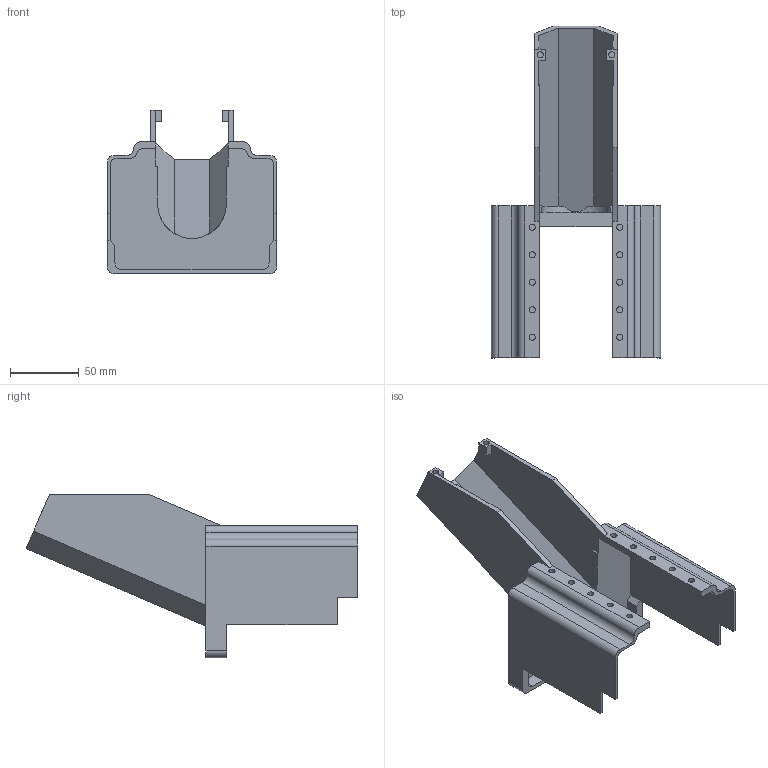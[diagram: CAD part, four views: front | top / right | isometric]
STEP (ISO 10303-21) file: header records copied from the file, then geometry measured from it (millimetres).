
FILE_DESCRIPTION(/* description */ (''),/* implementation_level */ '2;1');
FILE_NAME(/* name */ 'Cover^2.stp',/* time_stamp */ '2025-02-28T09:56:15-05:00',/* author */ ('mayhe'),/* organization */ (''),/* preprocessor_version */ 'ST-DEVELOPER v20',/* originating_system */ 'Autodesk Inventor 2025',/* authorisation */ '');
FILE_SCHEMA (('AUTOMOTIVE_DESIGN { 1 0 10303 214 3 1 1 }'));
Length unit declared in the file: millimetre
Products named in the file (1): Cover^2
Bounding box: 123 x 241.32 x 118.96 mm (x, y, z)
Volume: 179284.5 mm3; surface area: 108011.1 mm2
Topology: 1 solids, 1 shells, 103 faces, 263 edges, 174 vertices
Faces by surface type: plane 74, cylinder 29
Full cylindrical faces by diameter (mm): 4.5 x12
Entity records: 3148 total; most frequent: CARTESIAN_POINT 541, DIRECTION 531, ORIENTED_EDGE 526, EDGE_CURVE 263, LINE 203, VECTOR 203, VERTEX_POINT 174, AXIS2_PLACEMENT_3D 164
